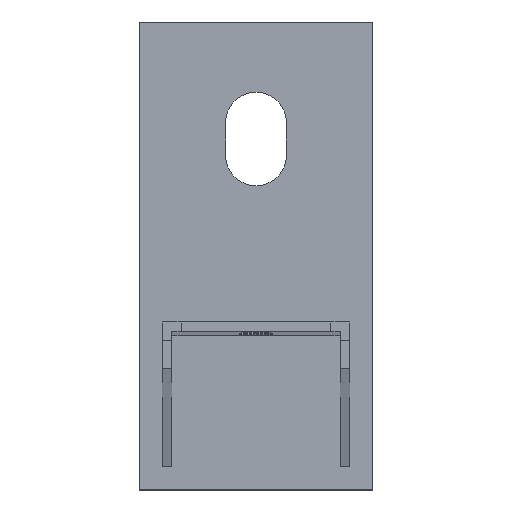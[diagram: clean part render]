
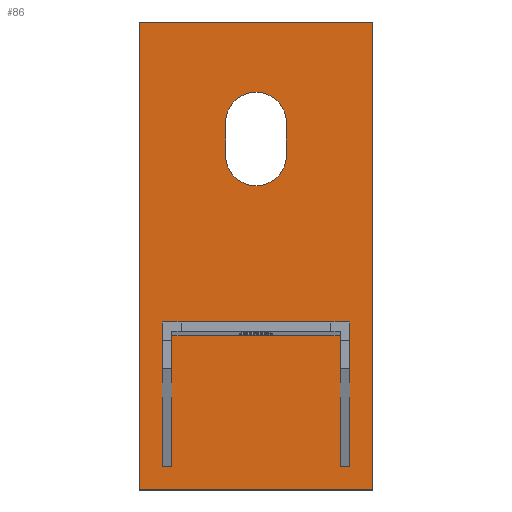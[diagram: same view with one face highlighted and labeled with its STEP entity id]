
A CAD part, top view. The second image highlights one B-rep face of the part: STEP entity #86.
In plain terms, the highlighted planar face has unit normal (0, 0, 1).
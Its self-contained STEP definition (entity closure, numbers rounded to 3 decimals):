
#86 = ADVANCED_FACE ( 'NONE', ( #849, #1758 ), #1248, .T. ) ;
#110 = AXIS2_PLACEMENT_3D ( 'NONE', #792, #1515, #1652 ) ;
#123 = LINE ( 'NONE', #1497, #1025 ) ;
#143 = DIRECTION ( 'NONE',  ( 0., -1., 0. ) ) ;
#147 = ORIENTED_EDGE ( 'NONE', *, *, #1626, .T. ) ;
#180 = CARTESIAN_POINT ( 'NONE',  ( -6.5, -7., 8. ) ) ;
#235 = LINE ( 'NONE', #595, #709 ) ;
#342 = DIRECTION ( 'NONE',  ( 0., 0., 1. ) ) ;
#390 = EDGE_CURVE ( 'NONE', #522, #584, #1672, .T. ) ;
#432 = EDGE_CURVE ( 'NONE', #516, #1832, #1054, .T. ) ;
#434 = CARTESIAN_POINT ( 'NONE',  ( -25., 21.5, 8. ) ) ;
#475 = EDGE_LOOP ( 'NONE', ( #542, #1597, #813, #1745 ) ) ;
#498 = VERTEX_POINT ( 'NONE', #180 ) ;
#511 = EDGE_CURVE ( 'NONE', #498, #876, #1736, .T. ) ;
#516 = VERTEX_POINT ( 'NONE', #726 ) ;
#522 = VERTEX_POINT ( 'NONE', #914 ) ;
#542 = ORIENTED_EDGE ( 'NONE', *, *, #1321, .F. ) ;
#558 = LINE ( 'NONE', #629, #779 ) ;
#584 = VERTEX_POINT ( 'NONE', #1537 ) ;
#595 = CARTESIAN_POINT ( 'NONE',  ( -25., 21.5, 8. ) ) ;
#612 = DIRECTION ( 'NONE',  ( 1., 0., 0. ) ) ;
#629 = CARTESIAN_POINT ( 'NONE',  ( -25., -78.5, 8. ) ) ;
#659 = VECTOR ( 'NONE', #1749, 1000. ) ;
#689 = VERTEX_POINT ( 'NONE', #1184 ) ;
#709 = VECTOR ( 'NONE', #143, 1000. ) ;
#726 = CARTESIAN_POINT ( 'NONE',  ( 25., 21.5, 8. ) ) ;
#729 = CARTESIAN_POINT ( 'NONE',  ( 0., -7., 8. ) ) ;
#779 = VECTOR ( 'NONE', #1635, 1000. ) ;
#792 = CARTESIAN_POINT ( 'NONE',  ( -25., -78.5, 8. ) ) ;
#813 = ORIENTED_EDGE ( 'NONE', *, *, #1551, .F. ) ;
#834 = ORIENTED_EDGE ( 'NONE', *, *, #1143, .T. ) ;
#849 = FACE_OUTER_BOUND ( 'NONE', #1423, .T. ) ;
#860 = DIRECTION ( 'NONE',  ( 0., 1., 0. ) ) ;
#876 = VERTEX_POINT ( 'NONE', #1521 ) ;
#914 = CARTESIAN_POINT ( 'NONE',  ( 6.5, 0., 8. ) ) ;
#974 = LINE ( 'NONE', #1818, #1501 ) ;
#1025 = VECTOR ( 'NONE', #1079, 1000. ) ;
#1054 = LINE ( 'NONE', #1600, #659 ) ;
#1055 = LINE ( 'NONE', #1711, #1589 ) ;
#1058 = ORIENTED_EDGE ( 'NONE', *, *, #1663, .T. ) ;
#1079 = DIRECTION ( 'NONE',  ( 0., -1., 0. ) ) ;
#1098 = CARTESIAN_POINT ( 'NONE',  ( -25., -78.5, 8. ) ) ;
#1143 = EDGE_CURVE ( 'NONE', #1473, #689, #558, .T. ) ;
#1172 = AXIS2_PLACEMENT_3D ( 'NONE', #729, #342, #612 ) ;
#1184 = CARTESIAN_POINT ( 'NONE',  ( 25., -78.5, 8. ) ) ;
#1248 = PLANE ( 'NONE',  #110 ) ;
#1306 = CARTESIAN_POINT ( 'NONE',  ( 0., 0., 8. ) ) ;
#1321 = EDGE_CURVE ( 'NONE', #584, #498, #123, .T. ) ;
#1423 = EDGE_LOOP ( 'NONE', ( #147, #834, #1058, #1738 ) ) ;
#1430 = DIRECTION ( 'NONE',  ( 0., 1., 0. ) ) ;
#1451 = DIRECTION ( 'NONE',  ( 0., 0., 1. ) ) ;
#1473 = VERTEX_POINT ( 'NONE', #1098 ) ;
#1497 = CARTESIAN_POINT ( 'NONE',  ( -6.5, 0., 8. ) ) ;
#1501 = VECTOR ( 'NONE', #1430, 1000. ) ;
#1515 = DIRECTION ( 'NONE',  ( 0., 0., 1. ) ) ;
#1521 = CARTESIAN_POINT ( 'NONE',  ( 6.5, -7., 8. ) ) ;
#1537 = CARTESIAN_POINT ( 'NONE',  ( -6.5, 0., 8. ) ) ;
#1551 = EDGE_CURVE ( 'NONE', #876, #522, #974, .T. ) ;
#1589 = VECTOR ( 'NONE', #860, 1000. ) ;
#1597 = ORIENTED_EDGE ( 'NONE', *, *, #390, .F. ) ;
#1600 = CARTESIAN_POINT ( 'NONE',  ( -25., 21.5, 8. ) ) ;
#1626 = EDGE_CURVE ( 'NONE', #1832, #1473, #235, .T. ) ;
#1635 = DIRECTION ( 'NONE',  ( 1., 0., 0. ) ) ;
#1652 = DIRECTION ( 'NONE',  ( 1., 0., 0. ) ) ;
#1663 = EDGE_CURVE ( 'NONE', #689, #516, #1055, .T. ) ;
#1672 = CIRCLE ( 'NONE', #1768, 6.5 ) ;
#1711 = CARTESIAN_POINT ( 'NONE',  ( 25., 21.5, 8. ) ) ;
#1736 = CIRCLE ( 'NONE', #1172, 6.5 ) ;
#1738 = ORIENTED_EDGE ( 'NONE', *, *, #432, .T. ) ;
#1745 = ORIENTED_EDGE ( 'NONE', *, *, #511, .F. ) ;
#1749 = DIRECTION ( 'NONE',  ( -1., 0., 0. ) ) ;
#1758 = FACE_BOUND ( 'NONE', #475, .T. ) ;
#1768 = AXIS2_PLACEMENT_3D ( 'NONE', #1306, #1451, #1836 ) ;
#1818 = CARTESIAN_POINT ( 'NONE',  ( 6.5, 0., 8. ) ) ;
#1832 = VERTEX_POINT ( 'NONE', #434 ) ;
#1836 = DIRECTION ( 'NONE',  ( 1., 0., 0. ) ) ;
